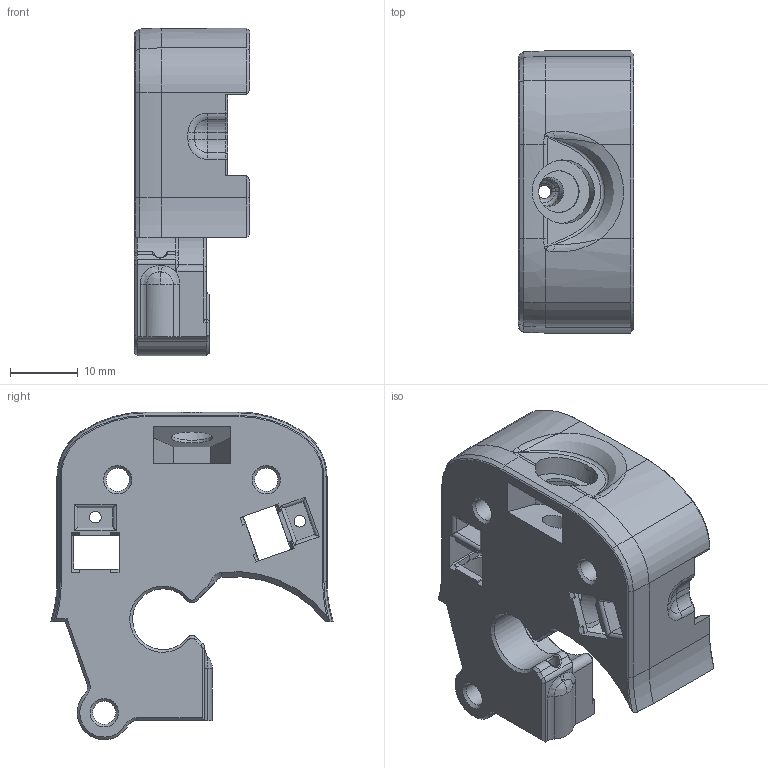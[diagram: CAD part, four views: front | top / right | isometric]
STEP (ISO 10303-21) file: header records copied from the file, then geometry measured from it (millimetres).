
FILE_DESCRIPTION(/* description */ (''),/* implementation_level */ '2;1');
FILE_NAME(/* name */ 'Mid_Body - PC4-M6.stp',/* time_stamp */ '2021-10-20T11:25:18-03:00',/* author */ ('Diego.labarca'),/* organization */ (''),/* preprocessor_version */ 'ST-DEVELOPER v18.1',/* originating_system */ 'Autodesk Inventor 2021',/* authorisation */ '');
FILE_SCHEMA (('AUTOMOTIVE_DESIGN { 1 0 10303 214 3 1 1 }'));
Length unit declared in the file: millimetre
Products named in the file (1): Mid_Body
Bounding box: 17.05 x 41.78 x 48.5 mm (x, y, z)
Volume: 9140.1 mm3; surface area: 9247.9 mm2
Topology: 1 solids, 3 shells, 701 faces, 1881 edges, 1170 vertices
Faces by surface type: plane 242, cylinder 166, cone 135, bspline 121, torus 28, sphere 9
Full cylindrical faces by diameter (mm): 1.7 x2, 2 x3, 3.4 x3, 4 x1, 4.5 x2, 6.2 x1, 6.333 x1, 6.5 x1, 9.4 x1
Entity records: 31040 total; most frequent: CARTESIAN_POINT 14289, ORIENTED_EDGE 3750, DIRECTION 3227, EDGE_CURVE 1875, AXIS2_PLACEMENT_3D 1202, VERTEX_POINT 1172, LINE 823, VECTOR 823
